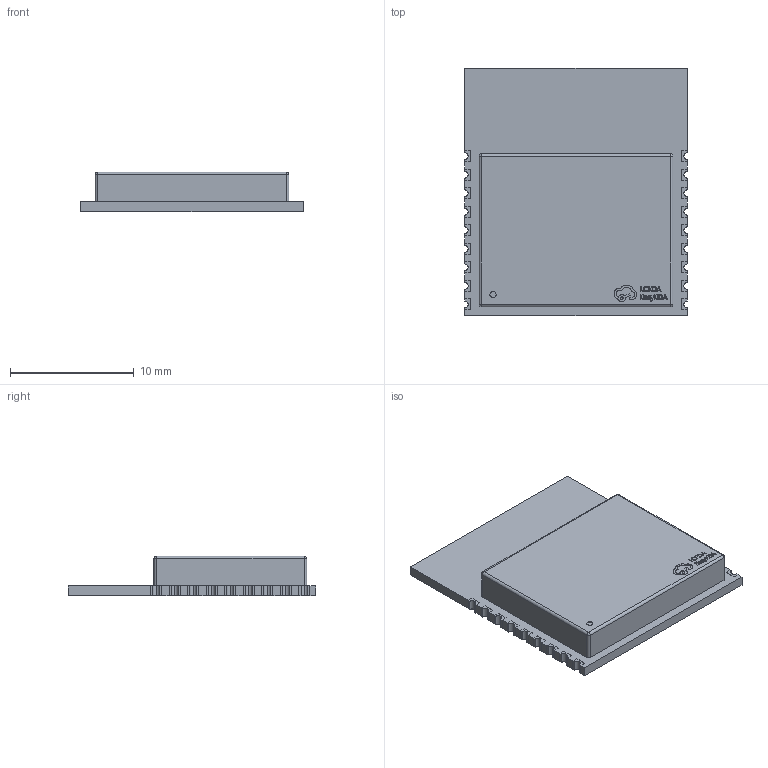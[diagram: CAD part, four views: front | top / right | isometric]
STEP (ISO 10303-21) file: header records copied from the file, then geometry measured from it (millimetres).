
FILE_DESCRIPTION (( 'STEP AP214' ), '1' );
FILE_NAME ('BULETM-SMD_ESPRESSIF_ESP32-C3-WROOM-02-N4-4MB.step', '2022-06-20T10:51:02', ( '' ), ( '' ), 'SwSTEP 2.0', 'SolidWorks 2020', '' );
FILE_SCHEMA (( 'AUTOMOTIVE_DESIGN' ));
Length unit declared in the file: millimetre
Products named in the file (1): BULETM-SMD_ESPRESSIF_ESP32-C3-WROOM-02-N4-4MB
Bounding box: 18.02 x 20 x 3.22 mm (x, y, z)
Volume: 752.1 mm3; surface area: 913.1 mm2
Topology: 1 solids, 1 shells, 579 faces, 1612 edges, 1068 vertices
Faces by surface type: plane 426, bspline 112, cylinder 37, sphere 4
Entity records: 25268 total; most frequent: CARTESIAN_POINT 5360, ORIENTED_EDGE 3216, DIRECTION 2390, EDGE_CURVE 1608, VECTOR 1306, LINE 1306, VERTEX_POINT 1068, EDGE_LOOP 616
